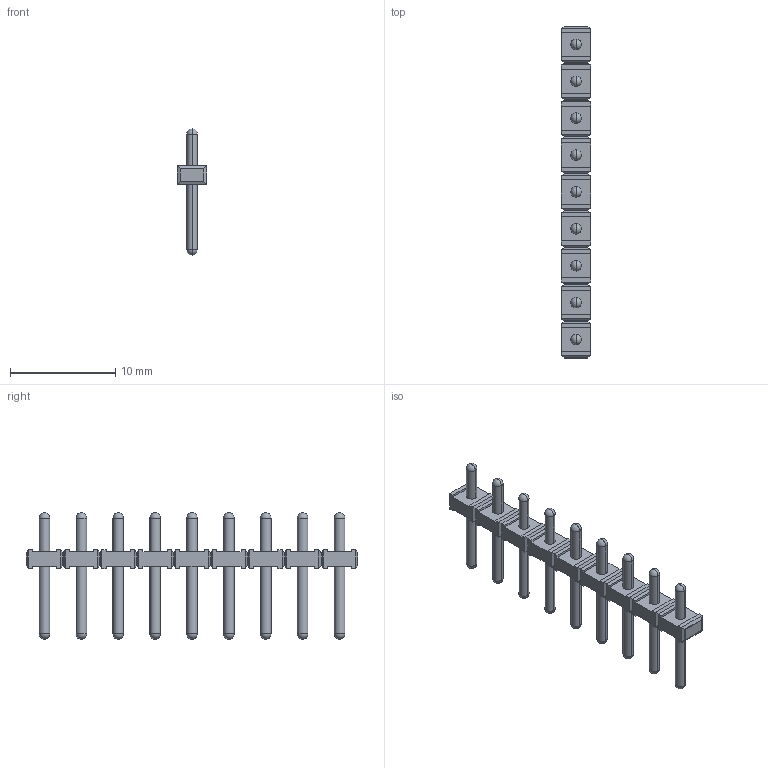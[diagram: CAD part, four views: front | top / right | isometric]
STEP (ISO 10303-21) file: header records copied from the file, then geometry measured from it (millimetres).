
FILE_DESCRIPTION((''),'2;1');
FILE_NAME('1111','2024-09-29T11:51:53',('tluser'),(''),'CREO PARAMETRIC BY PTC INC, 2018100','CREO PARAMETRIC BY PTC INC, 2018100','');
FILE_SCHEMA(('CONFIG_CONTROL_DESIGN'));
Length unit declared in the file: millimetre
Products named in the file (1): 1111
Bounding box: 2.8 x 31.5 x 12 mm (x, y, z)
Volume: 202.6 mm3; surface area: 605.5 mm2
Topology: 1 solids, 1 shells, 294 faces, 696 edges, 386 vertices
Faces by surface type: plane 222, cylinder 36, sphere 36
Entity records: 7934 total; most frequent: DIRECTION 1356, CARTESIAN_POINT 1340, ORIENTED_EDGE 1320, EDGE_CURVE 660, VECTOR 552, LINE 552, AXIS2_PLACEMENT_3D 402, VERTEX_POINT 386
